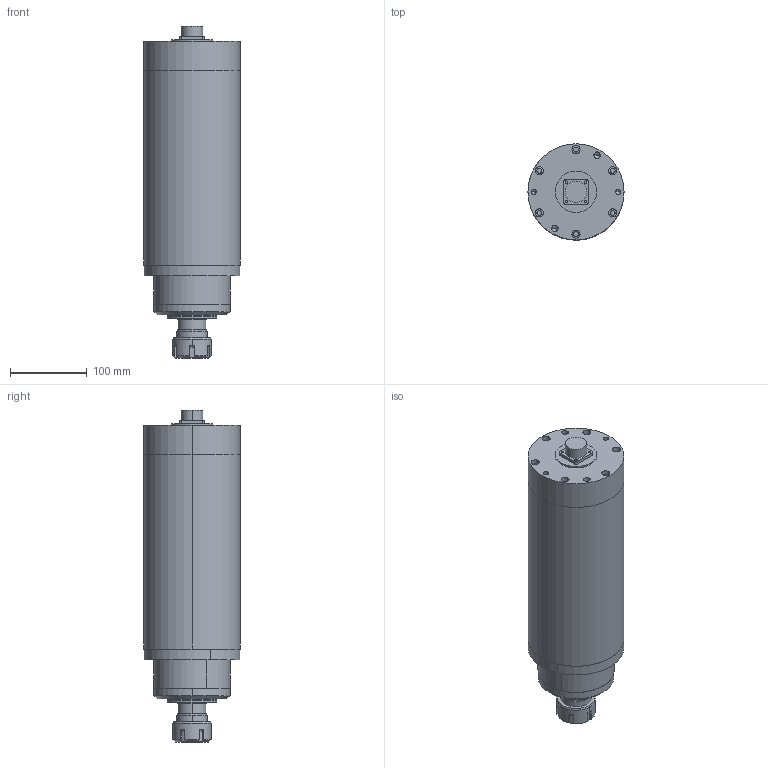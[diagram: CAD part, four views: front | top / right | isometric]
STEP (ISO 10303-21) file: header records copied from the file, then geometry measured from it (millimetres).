
FILE_DESCRIPTION (( 'STEP AP214' ), '1' );
FILE_NAME ('GDK125-30Z-7.5-4P.STEP', '2021-05-17T11:52:22', ( '萇齟' ), ( '' ), 'SwSTEP 2.0', 'SolidWorks 2018', '' );
FILE_SCHEMA (( 'AUTOMOTIVE_DESIGN' ));
Length unit declared in the file: millimetre
Products named in the file (8): GDK125-30Z-7.5-4P儂褲; GDK125-30Z-7.5-4P前螺母; GDK125-30Z-7.5-4P堤盄釱; GDK125-30Z-7.5-4P; ER32-12 粟俶芠標; 堤盄釱脣芛32x32; ER32樓綠蹟簽; GDK125-30Z-7.5-4P傷裔
Assembly tree (7 placements, depth 2):
  GDK125-30Z-7.5-4P
    GDK125-30Z-7.5-4P儂褲
    GDK125-30Z-7.5-4P堤盄釱
    GDK125-30Z-7.5-4P傷裔
    GDK125-30Z-7.5-4P前螺母
    堤盄釱脣芛32x32
    ER32-12 粟俶芠標
    ER32樓綠蹟簽
Bounding box: 125 x 125 x 432 mm (x, y, z)
Volume: 4185780.4 mm3; surface area: 265476.3 mm2
Topology: 8 solids, 8 shells, 208 faces, 474 edges, 308 vertices
Faces by surface type: cylinder 118, plane 68, cone 22
Entity records: 6465 total; most frequent: DIRECTION 1136, CARTESIAN_POINT 1088, ORIENTED_EDGE 932, AXIS2_PLACEMENT_3D 480, EDGE_CURVE 466, VERTEX_POINT 308, EDGE_LOOP 276, CIRCLE 262
